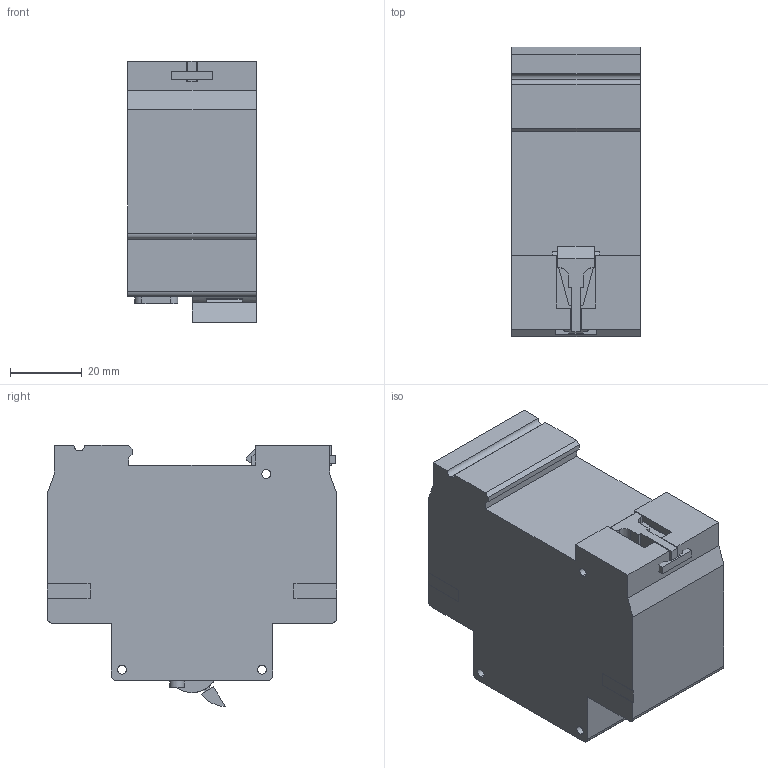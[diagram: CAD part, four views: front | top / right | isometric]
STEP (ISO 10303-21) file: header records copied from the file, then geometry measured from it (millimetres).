
FILE_DESCRIPTION (( 'STEP AP203' ), '1' );
FILE_NAME ('擢黨-63 EKF PROxima.STEP', '2018-09-04T06:36:34', ( '' ), ( '' ), 'SwSTEP 2.0', 'SolidWorks 2017', '' );
FILE_SCHEMA (( 'CONFIG_CONTROL_DESIGN' ));
Length unit declared in the file: millimetre
Products named in the file (1): 擢黨-63 EKF PROxima
Bounding box: 36 x 81 x 73 mm (x, y, z)
Volume: 161220.9 mm3; surface area: 23638.7 mm2
Topology: 7 solids, 7 shells, 225 faces, 608 edges, 404 vertices
Faces by surface type: plane 178, cylinder 47
Entity records: 7107 total; most frequent: CARTESIAN_POINT 1238, ORIENTED_EDGE 1216, DIRECTION 1180, EDGE_CURVE 608, VECTOR 488, LINE 488, VERTEX_POINT 404, AXIS2_PLACEMENT_3D 346
